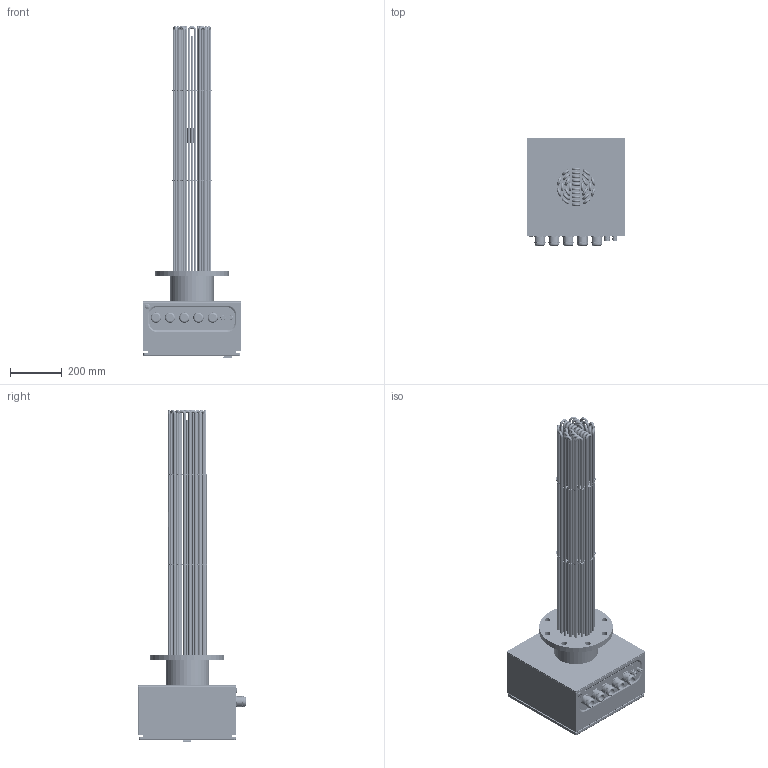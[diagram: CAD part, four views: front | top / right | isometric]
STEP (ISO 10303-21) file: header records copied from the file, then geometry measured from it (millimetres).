
FILE_DESCRIPTION (( 'STEP AP214' ), '1' );
FILE_NAME ('180024 - SSFHK 120 kW DN150 ET 950 STEP.STEP', '2021-06-08T07:54:18', ( '' ), ( '' ), 'SwSTEP 2.0', 'SolidWorks 2021', '' );
FILE_SCHEMA (( 'AUTOMOTIVE_DESIGN' ));
Length unit declared in the file: millimetre
Products named in the file (23): BODENDECKEL 380^AK 380x380x210_Anschlusskasten_SSFHK; Kabelverschraubung^SSFHK_5xM40+M20+M16; AK 380x380x210^Anschlusskasten_SSFHK; Anschlusskastenplatte^SSFHK_380; SCHLOSS 380^AK 380x380x210_Anschlusskasten_SSFHK; KV M40 WT MS^Kabelverschraubung_SSFHK; Rohrheizkörper^SSFHK_DN150 - 30 RHK - 950 mm; Messingbrücken^SSFHK_TYP G - DN150 - 30 RHK; BODY 380^AK 380x380x210_Anschlusskasten_SSFHK; VM^SSFHK_DN150 - 24 RHK - 950mm; RHK^Rohrheizkörper_SSFHK_ET 950; KV M16 WT MS^Kabelverschraubung_SSFHK; Distanzscheiben^SSFHK_DN150 - 30 RHK; Anschlusskasten^SSFHK_380x380x210; FSR STB^Fühlerschutzrohre_SSFHK; DECKEL 380^AK 380x380x210_Anschlusskasten_SSFHK; 180024 - SSFHK 120 kW DN150 ET 950 STEP; Fühlerschutzrohre^SSFHK_DN150 - 950 mm; Flansch^SSFHK_DN150 - 30 RHK; KV M20 WT MS^Kabelverschraubung_SSFHK; Kühlstrecke^SSFHK_DN150; WB 10er^Fühlerschutzrohre_SSFHK; STB TF^Fühlerschutzrohre_SSFHK_950 mm
Assembly tree (56 placements, depth 4):
  180024 - SSFHK 120 kW DN150 ET 950 STEP
    Flansch^SSFHK_DN150 - 30 RHK
    Rohrheizkörper^SSFHK_DN150 - 30 RHK - 950 mm
      RHK^Rohrheizkörper_SSFHK_ET 950  x30
    Distanzscheiben^SSFHK_DN150 - 30 RHK  x2
    Kühlstrecke^SSFHK_DN150
    Anschlusskastenplatte^SSFHK_380
    Fühlerschutzrohre^SSFHK_DN150 - 950 mm
      FSR STB^Fühlerschutzrohre_SSFHK
      STB TF^Fühlerschutzrohre_SSFHK_950 mm
      WB 10er^Fühlerschutzrohre_SSFHK
    Anschlusskasten^SSFHK_380x380x210
      AK 380x380x210^Anschlusskasten_SSFHK
        BODY 380^AK 380x380x210_Anschlusskasten_SSFHK
        DECKEL 380^AK 380x380x210_Anschlusskasten_SSFHK
        SCHLOSS 380^AK 380x380x210_Anschlusskasten_SSFHK
        BODENDECKEL 380^AK 380x380x210_Anschlusskasten_SSFHK
    Kabelverschraubung^SSFHK_5xM40+M20+M16
      KV M16 WT MS^Kabelverschraubung_SSFHK
      KV M20 WT MS^Kabelverschraubung_SSFHK
      KV M40 WT MS^Kabelverschraubung_SSFHK  x5
    Messingbrücken^SSFHK_TYP G - DN150 - 30 RHK
    VM^SSFHK_DN150 - 24 RHK - 950mm
Bounding box: 380 x 416.43 x 1284.1 mm (x, y, z)
Volume: 4724141.3 mm3; surface area: 5346118.2 mm2
Topology: 78 solids, 78 shells, 5525 faces, 15072 edges, 9770 vertices
Faces by surface type: cylinder 3649, plane 1349, torus 256, cone 184, bspline 87
Entity records: 120091 total; most frequent: CARTESIAN_POINT 24038, DIRECTION 18852, ORIENTED_EDGE 17228, EDGE_CURVE 8614, AXIS2_PLACEMENT_3D 7486, VERTEX_POINT 5618, CIRCLE 4338, EDGE_LOOP 3982
